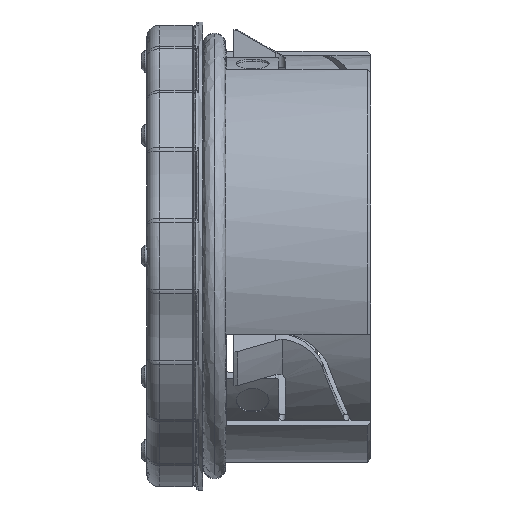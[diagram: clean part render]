
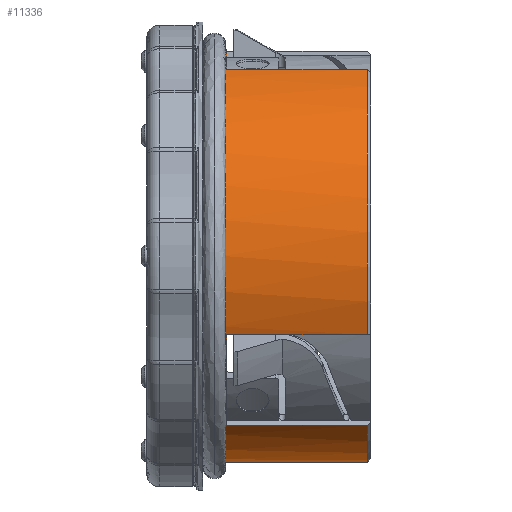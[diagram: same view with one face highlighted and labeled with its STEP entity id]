
A CAD part, left-side view. The second image highlights one B-rep face of the part: STEP entity #11336.
In plain terms, the highlighted cylindrical face has radius 31.5 mm (diameter 63 mm), a partial arc.
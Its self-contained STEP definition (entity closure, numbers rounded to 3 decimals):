
#55 = ORIENTED_EDGE ( 'NONE', *, *, #8406, .F. ) ;
#198 = CARTESIAN_POINT ( 'NONE',  ( 0., -29.3, 0. ) ) ;
#257 = VERTEX_POINT ( 'NONE', #5921 ) ;
#461 = DIRECTION ( 'NONE',  ( 0., 0., 1. ) ) ;
#483 = CARTESIAN_POINT ( 'NONE',  ( 0., -7.8, 0. ) ) ;
#909 = EDGE_LOOP ( 'NONE', ( #55, #14565, #21389, #22703, #9632, #15895, #995, #4980, #16179, #11195, #3017 ) ) ;
#995 = ORIENTED_EDGE ( 'NONE', *, *, #18982, .T. ) ;
#1009 = LINE ( 'NONE', #8609, #11309 ) ;
#1696 = CIRCLE ( 'NONE', #11595, 31.5 ) ;
#2543 = VERTEX_POINT ( 'NONE', #19542 ) ;
#2663 = VERTEX_POINT ( 'NONE', #22752 ) ;
#2745 = CARTESIAN_POINT ( 'NONE',  ( -29.106, -7.8, -12.046 ) ) ;
#2806 = CARTESIAN_POINT ( 'NONE',  ( -29.106, -29.8, -12.046 ) ) ;
#2855 = VERTEX_POINT ( 'NONE', #20004 ) ;
#3017 = ORIENTED_EDGE ( 'NONE', *, *, #8562, .T. ) ;
#3179 = CARTESIAN_POINT ( 'NONE',  ( 0., -29.3, -31.5 ) ) ;
#3238 = DIRECTION ( 'NONE',  ( 0., 1., 0. ) ) ;
#3852 = CARTESIAN_POINT ( 'NONE',  ( -13.391, -7.8, 28.512 ) ) ;
#3902 = CARTESIAN_POINT ( 'NONE',  ( -29.106, -29.3, -12.046 ) ) ;
#4211 = CARTESIAN_POINT ( 'NONE',  ( 0., -18.556, 0. ) ) ;
#4294 = DIRECTION ( 'NONE',  ( 0., 1., 0. ) ) ;
#4616 = CIRCLE ( 'NONE', #5415, 31.5 ) ;
#4673 = CIRCLE ( 'NONE', #17720, 31.5 ) ;
#4913 = DIRECTION ( 'NONE',  ( 0., 1., 0. ) ) ;
#4980 = ORIENTED_EDGE ( 'NONE', *, *, #9968, .T. ) ;
#5375 = VERTEX_POINT ( 'NONE', #12894 ) ;
#5415 = AXIS2_PLACEMENT_3D ( 'NONE', #7650, #15175, #22761 ) ;
#5808 = EDGE_CURVE ( 'NONE', #17404, #257, #1696, .T. ) ;
#5921 = CARTESIAN_POINT ( 'NONE',  ( -13.391, -29.3, 28.512 ) ) ;
#6213 = EDGE_CURVE ( 'NONE', #2543, #5375, #13591, .T. ) ;
#6655 = LINE ( 'NONE', #10743, #18385 ) ;
#6954 = VECTOR ( 'NONE', #10002, 1000. ) ;
#7454 = CARTESIAN_POINT ( 'NONE',  ( 0., -29.3, 0. ) ) ;
#7574 = CYLINDRICAL_SURFACE ( 'NONE', #13306, 31.5 ) ;
#7650 = CARTESIAN_POINT ( 'NONE',  ( 0., -7.8, 0. ) ) ;
#8260 = EDGE_CURVE ( 'NONE', #18898, #22957, #4616, .T. ) ;
#8406 = EDGE_CURVE ( 'NONE', #23190, #23954, #23136, .T. ) ;
#8464 = CARTESIAN_POINT ( 'NONE',  ( 0., -7.311, -31.5 ) ) ;
#8511 = LINE ( 'NONE', #2806, #6954 ) ;
#8562 = EDGE_CURVE ( 'NONE', #5375, #23954, #10559, .T. ) ;
#8609 = CARTESIAN_POINT ( 'NONE',  ( -13.391, -18.556, 28.512 ) ) ;
#9632 = ORIENTED_EDGE ( 'NONE', *, *, #11710, .T. ) ;
#9968 = EDGE_CURVE ( 'NONE', #24413, #2855, #4673, .T. ) ;
#10002 = DIRECTION ( 'NONE',  ( 0., -1., 0. ) ) ;
#10406 = DIRECTION ( 'NONE',  ( 0., -1., 0. ) ) ;
#10559 = CIRCLE ( 'NONE', #22049, 31.5 ) ;
#10570 = DIRECTION ( 'NONE',  ( 0., 1., 0. ) ) ;
#10743 = CARTESIAN_POINT ( 'NONE',  ( 0., -18.556, 31.5 ) ) ;
#10745 = VECTOR ( 'NONE', #10570, 1000. ) ;
#10841 = CARTESIAN_POINT ( 'NONE',  ( 0., -7.311, 0. ) ) ;
#11195 = ORIENTED_EDGE ( 'NONE', *, *, #6213, .T. ) ;
#11309 = VECTOR ( 'NONE', #14274, 1000. ) ;
#11336 = ADVANCED_FACE ( 'NONE', ( #11638 ), #7574, .T. ) ;
#11595 = AXIS2_PLACEMENT_3D ( 'NONE', #198, #23161, #13719 ) ;
#11638 = FACE_OUTER_BOUND ( 'NONE', #909, .T. ) ;
#11710 = EDGE_CURVE ( 'NONE', #22957, #17404, #8511, .T. ) ;
#12800 = EDGE_CURVE ( 'NONE', #23190, #2663, #22018, .T. ) ;
#12894 = CARTESIAN_POINT ( 'NONE',  ( -31.5, -7.311, 0. ) ) ;
#12930 = DIRECTION ( 'NONE',  ( 0., -1., 0. ) ) ;
#13306 = AXIS2_PLACEMENT_3D ( 'NONE', #4211, #15102, #461 ) ;
#13591 = CIRCLE ( 'NONE', #21131, 31.5 ) ;
#13719 = DIRECTION ( 'NONE',  ( 0., 0., -1. ) ) ;
#13877 = DIRECTION ( 'NONE',  ( 0., 1., 0. ) ) ;
#14274 = DIRECTION ( 'NONE',  ( 0., 1., 0. ) ) ;
#14565 = ORIENTED_EDGE ( 'NONE', *, *, #12800, .T. ) ;
#14692 = CARTESIAN_POINT ( 'NONE',  ( 0., -7.311, 0. ) ) ;
#15102 = DIRECTION ( 'NONE',  ( 0., 1., 0. ) ) ;
#15175 = DIRECTION ( 'NONE',  ( 0., 1., 0. ) ) ;
#15669 = AXIS2_PLACEMENT_3D ( 'NONE', #7454, #3238, #18225 ) ;
#15895 = ORIENTED_EDGE ( 'NONE', *, *, #5808, .T. ) ;
#16179 = ORIENTED_EDGE ( 'NONE', *, *, #23196, .T. ) ;
#16487 = VECTOR ( 'NONE', #4294, 1000. ) ;
#17404 = VERTEX_POINT ( 'NONE', #3902 ) ;
#17502 = EDGE_CURVE ( 'NONE', #2663, #18898, #23724, .T. ) ;
#17720 = AXIS2_PLACEMENT_3D ( 'NONE', #483, #13877, #21829 ) ;
#18225 = DIRECTION ( 'NONE',  ( 0., 0., -1. ) ) ;
#18385 = VECTOR ( 'NONE', #4913, 1000. ) ;
#18898 = VERTEX_POINT ( 'NONE', #23961 ) ;
#18982 = EDGE_CURVE ( 'NONE', #257, #24413, #1009, .T. ) ;
#19542 = CARTESIAN_POINT ( 'NONE',  ( 0., -7.311, 31.5 ) ) ;
#20004 = CARTESIAN_POINT ( 'NONE',  ( 0., -7.8, 31.5 ) ) ;
#20359 = CARTESIAN_POINT ( 'NONE',  ( -17.996, -18.556, -25.853 ) ) ;
#21131 = AXIS2_PLACEMENT_3D ( 'NONE', #14692, #10406, #22266 ) ;
#21278 = CARTESIAN_POINT ( 'NONE',  ( 0., -18.556, -31.5 ) ) ;
#21389 = ORIENTED_EDGE ( 'NONE', *, *, #17502, .T. ) ;
#21829 = DIRECTION ( 'NONE',  ( 0., 0., 1. ) ) ;
#22018 = CIRCLE ( 'NONE', #15669, 31.5 ) ;
#22049 = AXIS2_PLACEMENT_3D ( 'NONE', #10841, #12930, #24360 ) ;
#22266 = DIRECTION ( 'NONE',  ( 0., 0., 1. ) ) ;
#22703 = ORIENTED_EDGE ( 'NONE', *, *, #8260, .T. ) ;
#22752 = CARTESIAN_POINT ( 'NONE',  ( -17.996, -29.3, -25.853 ) ) ;
#22761 = DIRECTION ( 'NONE',  ( 0., 0., 1. ) ) ;
#22957 = VERTEX_POINT ( 'NONE', #2745 ) ;
#23136 = LINE ( 'NONE', #21278, #16487 ) ;
#23161 = DIRECTION ( 'NONE',  ( 0., 1., 0. ) ) ;
#23190 = VERTEX_POINT ( 'NONE', #3179 ) ;
#23196 = EDGE_CURVE ( 'NONE', #2855, #2543, #6655, .T. ) ;
#23724 = LINE ( 'NONE', #20359, #10745 ) ;
#23954 = VERTEX_POINT ( 'NONE', #8464 ) ;
#23961 = CARTESIAN_POINT ( 'NONE',  ( -17.996, -7.8, -25.853 ) ) ;
#24360 = DIRECTION ( 'NONE',  ( 0., 0., 1. ) ) ;
#24413 = VERTEX_POINT ( 'NONE', #3852 ) ;
